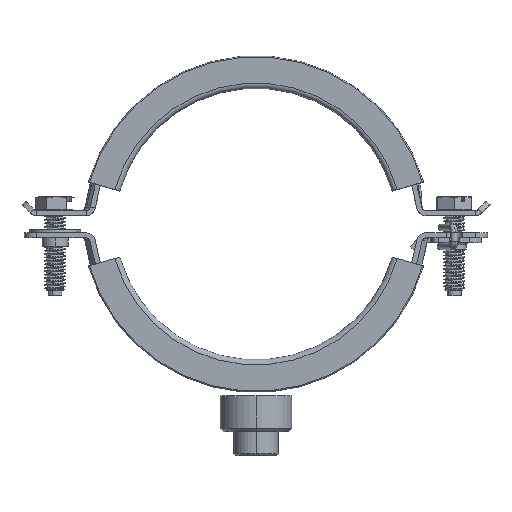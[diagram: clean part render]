
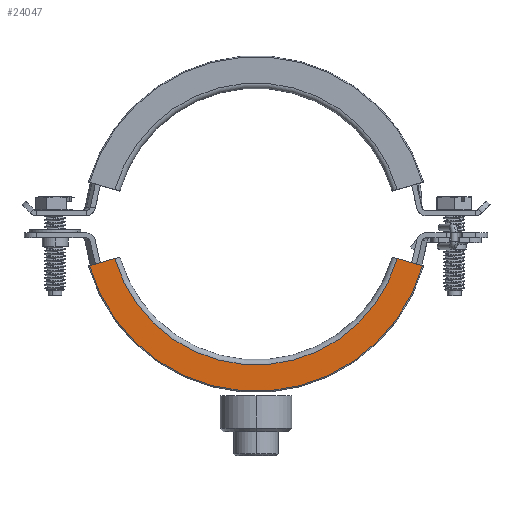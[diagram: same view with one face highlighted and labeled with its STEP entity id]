
A CAD part, top view. The second image highlights one B-rep face of the part: STEP entity #24047.
In plain terms, the highlighted planar face has unit normal (0, 0, 1).
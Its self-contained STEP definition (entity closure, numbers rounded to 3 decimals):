
#583 = EDGE_CURVE ( 'NONE', #14795, #2361, #6069, .T. ) ;
#613 = CARTESIAN_POINT ( 'NONE',  ( 41.334, -11.852, 14.5 ) ) ;
#703 = DIRECTION ( 'NONE',  ( 0., 0., -1. ) ) ;
#2330 = EDGE_CURVE ( 'NONE', #5683, #14795, #12700, .T. ) ;
#2361 = VERTEX_POINT ( 'NONE', #3695 ) ;
#3088 = CIRCLE ( 'NONE', #19280, 50.7 ) ;
#3695 = CARTESIAN_POINT ( 'NONE',  ( -48.736, -13.975, 14.5 ) ) ;
#3819 = VECTOR ( 'NONE', #4399, 1000. ) ;
#4399 = DIRECTION ( 'NONE',  ( 0.961, -0.276, 0. ) ) ;
#5683 = VERTEX_POINT ( 'NONE', #613 ) ;
#6069 = LINE ( 'NONE', #28680, #18114 ) ;
#6098 = EDGE_LOOP ( 'NONE', ( #26311, #24067, #31902, #11731 ) ) ;
#6224 = DIRECTION ( 'NONE',  ( 0., 0., -1. ) ) ;
#6257 = CARTESIAN_POINT ( 'NONE',  ( 48.736, -13.975, 14.5 ) ) ;
#7528 = EDGE_CURVE ( 'NONE', #25717, #2361, #3088, .T. ) ;
#10971 = AXIS2_PLACEMENT_3D ( 'NONE', #25601, #6224, #19655 ) ;
#11731 = ORIENTED_EDGE ( 'NONE', *, *, #583, .T. ) ;
#11937 = CARTESIAN_POINT ( 'NONE',  ( 0., 0., 14.5 ) ) ;
#12423 = DIRECTION ( 'NONE',  ( 0., 1., 0. ) ) ;
#12700 = CIRCLE ( 'NONE', #10971, 43. ) ;
#13540 = CARTESIAN_POINT ( 'NONE',  ( 48.736, -13.975, 14.5 ) ) ;
#14785 = AXIS2_PLACEMENT_3D ( 'NONE', #6257, #22747, #12423 ) ;
#14795 = VERTEX_POINT ( 'NONE', #15184 ) ;
#15184 = CARTESIAN_POINT ( 'NONE',  ( -41.334, -11.852, 14.5 ) ) ;
#17847 = PLANE ( 'NONE',  #14785 ) ;
#18114 = VECTOR ( 'NONE', #20205, 1000. ) ;
#19280 = AXIS2_PLACEMENT_3D ( 'NONE', #11937, #703, #33814 ) ;
#19655 = DIRECTION ( 'NONE',  ( 0.961, -0.276, 0. ) ) ;
#20205 = DIRECTION ( 'NONE',  ( -0.961, -0.276, 0. ) ) ;
#20572 = FACE_OUTER_BOUND ( 'NONE', #6098, .T. ) ;
#22569 = EDGE_CURVE ( 'NONE', #5683, #25717, #29182, .T. ) ;
#22747 = DIRECTION ( 'NONE',  ( 0., 0., -1. ) ) ;
#23779 = CARTESIAN_POINT ( 'NONE',  ( 48.736, -13.975, 14.5 ) ) ;
#24047 = ADVANCED_FACE ( 'NONE', ( #20572 ), #17847, .F. ) ;
#24067 = ORIENTED_EDGE ( 'NONE', *, *, #22569, .F. ) ;
#25601 = CARTESIAN_POINT ( 'NONE',  ( 0., 0., 14.5 ) ) ;
#25717 = VERTEX_POINT ( 'NONE', #13540 ) ;
#26311 = ORIENTED_EDGE ( 'NONE', *, *, #7528, .F. ) ;
#28680 = CARTESIAN_POINT ( 'NONE',  ( -48.736, -13.975, 14.5 ) ) ;
#29182 = LINE ( 'NONE', #23779, #3819 ) ;
#31902 = ORIENTED_EDGE ( 'NONE', *, *, #2330, .T. ) ;
#33814 = DIRECTION ( 'NONE',  ( 0.961, -0.276, 0. ) ) ;
